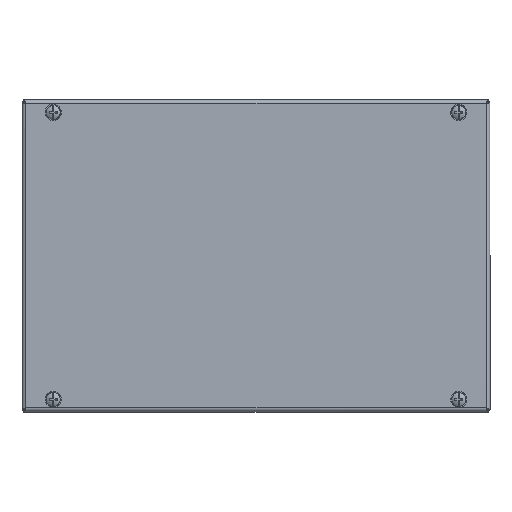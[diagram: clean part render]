
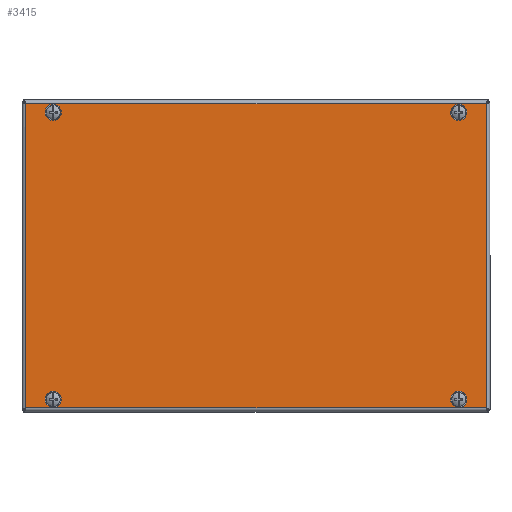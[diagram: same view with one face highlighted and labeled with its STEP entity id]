
A CAD part, top view. The second image highlights one B-rep face of the part: STEP entity #3415.
In plain terms, the highlighted face is planar.
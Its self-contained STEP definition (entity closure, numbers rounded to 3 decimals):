
#278 = DIRECTION ( 'NONE',  ( 0., 1., 0. ) ) ;
#479 = CARTESIAN_POINT ( 'NONE',  ( 147.5, 97.5, 0. ) ) ;
#1007 = CARTESIAN_POINT ( 'NONE',  ( -147.5, -97.5, 0. ) ) ;
#1061 = ORIENTED_EDGE ( 'NONE', *, *, #7519, .F. ) ;
#1186 = DIRECTION ( 'NONE',  ( -1., 0., 0. ) ) ;
#1305 = ORIENTED_EDGE ( 'NONE', *, *, #7522, .F. ) ;
#1315 = FACE_OUTER_BOUND ( 'NONE', #4359, .T. ) ;
#1319 = AXIS2_PLACEMENT_3D ( 'NONE', #11395, #15431, #10889 ) ;
#1641 = CARTESIAN_POINT ( 'NONE',  ( 147.5, -97.5, 0. ) ) ;
#1706 = ORIENTED_EDGE ( 'NONE', *, *, #7497, .F. ) ;
#1851 = CARTESIAN_POINT ( 'NONE',  ( 148.743, -97.5, 0. ) ) ;
#1879 = DIRECTION ( 'NONE',  ( -1., 0., 0. ) ) ;
#1893 = PLANE ( 'NONE',  #1319 ) ;
#2173 = DIRECTION ( 'NONE',  ( 0., 0., -1. ) ) ;
#2415 = CARTESIAN_POINT ( 'NONE',  ( 130., 92., 0. ) ) ;
#3415 = ADVANCED_FACE ( 'NONE', ( #9803, #13557, #14775, #9181, #1315 ), #1893, .F. ) ;
#3442 = ORIENTED_EDGE ( 'NONE', *, *, #7685, .T. ) ;
#3877 = ORIENTED_EDGE ( 'NONE', *, *, #7637, .F. ) ;
#4359 = EDGE_LOOP ( 'NONE', ( #3442, #13516, #16053, #7014 ) ) ;
#4396 = VECTOR ( 'NONE', #15453, 1000. ) ;
#4547 = LINE ( 'NONE', #15113, #4396 ) ;
#5105 = VECTOR ( 'NONE', #15739, 1000. ) ;
#5295 = LINE ( 'NONE', #15642, #5105 ) ;
#5308 = LINE ( 'NONE', #16087, #5494 ) ;
#5339 = VECTOR ( 'NONE', #1186, 1000. ) ;
#5494 = VECTOR ( 'NONE', #278, 1000. ) ;
#5522 = LINE ( 'NONE', #1851, #5339 ) ;
#5581 = CARTESIAN_POINT ( 'NONE',  ( -147.5, 97.5, 0. ) ) ;
#5593 = VERTEX_POINT ( 'NONE', #1007 ) ;
#5688 = CIRCLE ( 'NONE', #9232, 4. ) ;
#5911 = CIRCLE ( 'NONE', #9360, 4. ) ;
#5947 = CIRCLE ( 'NONE', #9677, 4. ) ;
#6101 = VERTEX_POINT ( 'NONE', #1641 ) ;
#6185 = VERTEX_POINT ( 'NONE', #5581 ) ;
#6337 = CIRCLE ( 'NONE', #9402, 4. ) ;
#6606 = DIRECTION ( 'NONE',  ( 0., 0., -1. ) ) ;
#6663 = DIRECTION ( 'NONE',  ( 1., 0., 0. ) ) ;
#7014 = ORIENTED_EDGE ( 'NONE', *, *, #7793, .T. ) ;
#7149 = CARTESIAN_POINT ( 'NONE',  ( -130., 92., 0. ) ) ;
#7497 = EDGE_CURVE ( 'NONE', #14571, #14571, #5947, .T. ) ;
#7519 = EDGE_CURVE ( 'NONE', #14542, #14542, #6337, .T. ) ;
#7522 = EDGE_CURVE ( 'NONE', #14520, #14520, #5911, .T. ) ;
#7637 = EDGE_CURVE ( 'NONE', #14468, #14468, #5688, .T. ) ;
#7685 = EDGE_CURVE ( 'NONE', #6101, #5593, #5522, .T. ) ;
#7752 = EDGE_CURVE ( 'NONE', #5593, #6185, #5308, .T. ) ;
#7774 = EDGE_CURVE ( 'NONE', #6185, #11707, #5295, .T. ) ;
#7793 = EDGE_CURVE ( 'NONE', #11707, #6101, #4547, .T. ) ;
#7924 = DIRECTION ( 'NONE',  ( -1., 0., 0. ) ) ;
#8073 = DIRECTION ( 'NONE',  ( 0., 0., -1. ) ) ;
#8191 = CARTESIAN_POINT ( 'NONE',  ( -130., -92., 0. ) ) ;
#8460 = DIRECTION ( 'NONE',  ( 1., 0., 0. ) ) ;
#8605 = DIRECTION ( 'NONE',  ( 0., 0., -1. ) ) ;
#8638 = CARTESIAN_POINT ( 'NONE',  ( 130., -92., 0. ) ) ;
#9181 = FACE_BOUND ( 'NONE', #13932, .T. ) ;
#9232 = AXIS2_PLACEMENT_3D ( 'NONE', #2415, #2173, #1879 ) ;
#9360 = AXIS2_PLACEMENT_3D ( 'NONE', #7149, #6606, #6663 ) ;
#9402 = AXIS2_PLACEMENT_3D ( 'NONE', #8191, #8073, #7924 ) ;
#9677 = AXIS2_PLACEMENT_3D ( 'NONE', #8638, #8605, #8460 ) ;
#9803 = FACE_BOUND ( 'NONE', #12399, .T. ) ;
#10889 = DIRECTION ( 'NONE',  ( 1., 0., 0. ) ) ;
#11395 = CARTESIAN_POINT ( 'NONE',  ( -150., 100., 0. ) ) ;
#11707 = VERTEX_POINT ( 'NONE', #479 ) ;
#12399 = EDGE_LOOP ( 'NONE', ( #1706 ) ) ;
#13516 = ORIENTED_EDGE ( 'NONE', *, *, #7752, .T. ) ;
#13557 = FACE_BOUND ( 'NONE', #14672, .T. ) ;
#13931 = EDGE_LOOP ( 'NONE', ( #1305 ) ) ;
#13932 = EDGE_LOOP ( 'NONE', ( #3877 ) ) ;
#14468 = VERTEX_POINT ( 'NONE', #15930 ) ;
#14520 = VERTEX_POINT ( 'NONE', #15974 ) ;
#14542 = VERTEX_POINT ( 'NONE', #16012 ) ;
#14571 = VERTEX_POINT ( 'NONE', #16030 ) ;
#14672 = EDGE_LOOP ( 'NONE', ( #1061 ) ) ;
#14775 = FACE_BOUND ( 'NONE', #13931, .T. ) ;
#15113 = CARTESIAN_POINT ( 'NONE',  ( 147.5, 98.743, 0. ) ) ;
#15431 = DIRECTION ( 'NONE',  ( 0., 0., 1. ) ) ;
#15453 = DIRECTION ( 'NONE',  ( 0., -1., 0. ) ) ;
#15642 = CARTESIAN_POINT ( 'NONE',  ( -148.743, 97.5, 0. ) ) ;
#15739 = DIRECTION ( 'NONE',  ( 1., 0., 0. ) ) ;
#15930 = CARTESIAN_POINT ( 'NONE',  ( 126., 92., 0. ) ) ;
#15974 = CARTESIAN_POINT ( 'NONE',  ( -126., 92., 0. ) ) ;
#16012 = CARTESIAN_POINT ( 'NONE',  ( -134., -92., 0. ) ) ;
#16030 = CARTESIAN_POINT ( 'NONE',  ( 134., -92., 0. ) ) ;
#16053 = ORIENTED_EDGE ( 'NONE', *, *, #7774, .T. ) ;
#16087 = CARTESIAN_POINT ( 'NONE',  ( -147.5, -98.743, 0. ) ) ;
